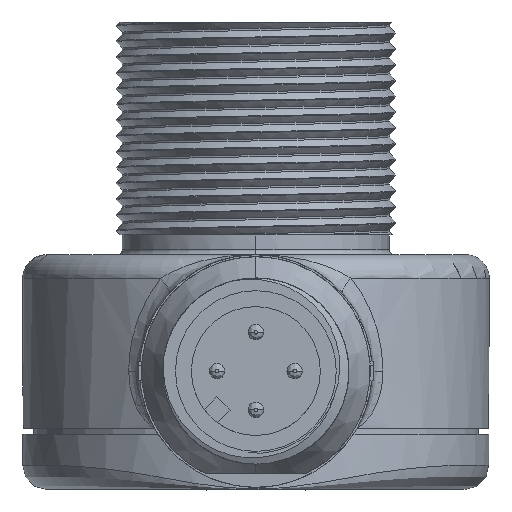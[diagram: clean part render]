
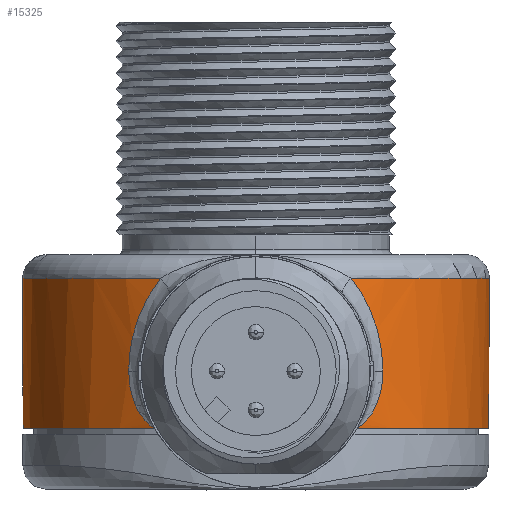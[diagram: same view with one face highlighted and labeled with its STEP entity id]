
A CAD part, front view. The second image highlights one B-rep face of the part: STEP entity #15325.
In plain terms, the highlighted cylindrical face has radius 15.037 mm (diameter 30.074 mm), a partial arc.
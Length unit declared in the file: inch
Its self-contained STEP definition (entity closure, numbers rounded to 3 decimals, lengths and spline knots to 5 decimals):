
#574=CARTESIAN_POINT('',(0.,0.925,-0.145));
#575=DIRECTION('',(0.,0.,-1.));
#576=DIRECTION('',(-0.434,-0.901,0.));
#577=AXIS2_PLACEMENT_3D('',#574,#575,#576);
#598=CARTESIAN_POINT('',(0.2569,0.39165,-0.145));
#599=CARTESIAN_POINT('',(0.25754,0.39195,
-0.14464));
#600=CARTESIAN_POINT('',(0.25883,0.39258,
-0.14387));
#601=CARTESIAN_POINT('',(0.26088,0.39358,
-0.14258));
#602=CARTESIAN_POINT('',(0.26299,0.39462,
-0.14118));
#603=CARTESIAN_POINT('',(0.26513,0.39569,
-0.13966));
#604=CARTESIAN_POINT('',(0.26727,0.39676,
-0.13806));
#605=CARTESIAN_POINT('',(0.26947,0.39788,
-0.13632));
#606=CARTESIAN_POINT('',(0.27183,0.39909,
-0.13433));
#607=CARTESIAN_POINT('',(0.27443,0.40045,
-0.13199));
#608=CARTESIAN_POINT('',(0.2773,0.40196,
-0.12923));
#609=CARTESIAN_POINT('',(0.28038,0.4036,
-0.12603));
#610=CARTESIAN_POINT('',(0.28363,0.40536,
-0.12236));
#611=CARTESIAN_POINT('',(0.28701,0.40722,
-0.1182));
#612=CARTESIAN_POINT('',(0.29045,0.40914,
-0.11356));
#613=CARTESIAN_POINT('',(0.29396,0.41113,
-0.10834));
#614=CARTESIAN_POINT('',(0.2976,0.41323,
-0.10234));
#615=CARTESIAN_POINT('',(0.30137,0.41545,
-0.09536));
#616=CARTESIAN_POINT('',(0.30527,0.41777,
-0.08714));
#617=CARTESIAN_POINT('',(0.30915,0.42012,
-0.0776));
#618=CARTESIAN_POINT('',(0.31282,0.4224,
-0.06678));
#619=CARTESIAN_POINT('',(0.31613,0.42447,
-0.05467));
#620=CARTESIAN_POINT('',(0.31887,0.42621,
-0.04156));
#621=CARTESIAN_POINT('',(0.32088,0.4275,
-0.02782));
#622=CARTESIAN_POINT('',(0.32207,0.42828,
-0.01378));
#623=CARTESIAN_POINT('',(0.32233,0.42845,
-0.00459));
#624=CARTESIAN_POINT('',(0.32233,0.42845,0.));
#682=CARTESIAN_POINT('',(-0.32233,0.42845,0.));
#683=CARTESIAN_POINT('',(-0.32233,0.42845,
-0.0045));
#684=CARTESIAN_POINT('',(-0.32208,0.42829,
-0.01351));
#685=CARTESIAN_POINT('',(-0.32093,0.42754,
-0.02728));
#686=CARTESIAN_POINT('',(-0.319,0.4263,
-0.04077));
#687=CARTESIAN_POINT('',(-0.31637,0.42462,
-0.05367));
#688=CARTESIAN_POINT('',(-0.31316,0.42261,
-0.06564));
#689=CARTESIAN_POINT('',(-0.30959,0.42039,
-0.0764));
#690=CARTESIAN_POINT('',(-0.3058,0.41809,
-0.08591));
#691=CARTESIAN_POINT('',(-0.30198,0.4158,
-0.09416));
#692=CARTESIAN_POINT('',(-0.29826,0.41362,
-0.10118));
#693=CARTESIAN_POINT('',(-0.29467,0.41154,
-0.10722));
#694=CARTESIAN_POINT('',(-0.29121,0.40957,
-0.11247));
#695=CARTESIAN_POINT('',(-0.28781,0.40766,
-0.11716));
#696=CARTESIAN_POINT('',(-0.28444,0.40581,
-0.1214));
#697=CARTESIAN_POINT('',(-0.28118,0.40403,
-0.12516));
#698=CARTESIAN_POINT('',(-0.27807,0.40237,
-0.12845));
#699=CARTESIAN_POINT('',(-0.27518,0.40084,
-0.1313));
#700=CARTESIAN_POINT('',(-0.27254,0.39947,
-0.1337));
#701=CARTESIAN_POINT('',(-0.27019,0.39825,
-0.13572));
#702=CARTESIAN_POINT('',(-0.26801,0.39714,
-0.13748));
#703=CARTESIAN_POINT('',(-0.2659,0.39607,
-0.1391));
#704=CARTESIAN_POINT('',(-0.26371,0.39498,
-0.14067));
#705=CARTESIAN_POINT('',(-0.26147,0.39387,
-0.1422));
#706=CARTESIAN_POINT('',(-0.25919,0.39275,
-0.14365));
#707=CARTESIAN_POINT('',(-0.25767,0.39202,
-0.14456));
#708=CARTESIAN_POINT('',(-0.2569,0.39165,-0.145));
#710=CARTESIAN_POINT('',(-0.2416,0.38454,0.235));
#711=CARTESIAN_POINT('',(-0.24611,0.38656,
0.22937));
#712=CARTESIAN_POINT('',(-0.25479,0.39057,
0.21783));
#713=CARTESIAN_POINT('',(-0.2668,0.39648,
0.19962));
#714=CARTESIAN_POINT('',(-0.27768,0.40212,
0.18073));
#715=CARTESIAN_POINT('',(-0.28738,0.4074,
0.16128));
#716=CARTESIAN_POINT('',(-0.29587,0.41221,
0.14142));
#717=CARTESIAN_POINT('',(-0.30313,0.41648,
0.12131));
#718=CARTESIAN_POINT('',(-0.3092,0.42015,
0.10105));
#719=CARTESIAN_POINT('',(-0.31408,0.42317,
0.08073));
#720=CARTESIAN_POINT('',(-0.31781,0.42554,
0.06041));
#721=CARTESIAN_POINT('',(-0.32044,0.42722,
0.04015));
#722=CARTESIAN_POINT('',(-0.32199,0.42822,
0.01999));
#723=CARTESIAN_POINT('',(-0.32233,0.42845,
0.00665));
#724=CARTESIAN_POINT('',(-0.32233,0.42845,0.));
#801=CARTESIAN_POINT('',(0.,0.925,0.235));
#802=DIRECTION('',(0.,0.,1.));
#803=DIRECTION('',(1.,0.,0.));
#804=AXIS2_PLACEMENT_3D('',#801,#802,#803);
#821=CARTESIAN_POINT('',(0.,0.925,0.235));
#822=DIRECTION('',(0.,0.,1.));
#823=DIRECTION('',(0.408,-0.913,0.));
#824=AXIS2_PLACEMENT_3D('',#821,#822,#823);
#7207=CARTESIAN_POINT('',(0.2416,0.38454,0.235));
#7235=CARTESIAN_POINT('',(0.32233,0.42845,0.));
#7236=CARTESIAN_POINT('',(0.32233,0.42845,
0.00665));
#7237=CARTESIAN_POINT('',(0.32199,0.42822,
0.01999));
#7238=CARTESIAN_POINT('',(0.32044,0.42722,
0.04015));
#7239=CARTESIAN_POINT('',(0.31781,0.42554,
0.06041));
#7240=CARTESIAN_POINT('',(0.31408,0.42317,
0.08073));
#7241=CARTESIAN_POINT('',(0.3092,0.42015,
0.10105));
#7242=CARTESIAN_POINT('',(0.30313,0.41648,
0.12131));
#7243=CARTESIAN_POINT('',(0.29587,0.41221,
0.14142));
#7244=CARTESIAN_POINT('',(0.28738,0.4074,
0.16128));
#7245=CARTESIAN_POINT('',(0.27768,0.40212,
0.18073));
#7246=CARTESIAN_POINT('',(0.2668,0.39648,
0.19962));
#7247=CARTESIAN_POINT('',(0.25479,0.39057,
0.21783));
#7248=CARTESIAN_POINT('',(0.24611,0.38656,
0.22937));
#7249=CARTESIAN_POINT('',(0.2416,0.38454,0.235));
#13198=CARTESIAN_POINT('',(0.592,0.925,0.235));
#13199=VERTEX_POINT('',#13198);
#13200=VERTEX_POINT('',#7207);
#13202=VERTEX_POINT('',#7235);
#13204=VERTEX_POINT('',#598);
#13205=VERTEX_POINT('',#682);
#13206=VERTEX_POINT('',#708);
#13207=VERTEX_POINT('',#710);
#15305=CARTESIAN_POINT('',(0.,0.925,-0.295));
#15306=DIRECTION('',(0.,0.,1.));
#15307=DIRECTION('',(1.,0.,0.));
#15308=AXIS2_PLACEMENT_3D('',#15305,#15306,#15307);
#15309=CYLINDRICAL_SURFACE('',#15308,0.592);
#15310=ORIENTED_EDGE('',*,*,#15290,.T.);
#15312=ORIENTED_EDGE('',*,*,#15311,.T.);
#15314=ORIENTED_EDGE('',*,*,#15313,.T.);
#15316=ORIENTED_EDGE('',*,*,#15315,.T.);
#15318=ORIENTED_EDGE('',*,*,#15317,.T.);
#15320=ORIENTED_EDGE('',*,*,#15319,.T.);
#15322=ORIENTED_EDGE('',*,*,#15321,.T.);
#15323=EDGE_LOOP('',(#15310,#15312,#15314,#15316,#15318,#15320,#15322));
#15324=FACE_OUTER_BOUND('',#15323,.F.);
#15325=ADVANCED_FACE('',(#15324),#15309,.T.);
#578=CIRCLE('',#577,0.592);
#625=B_SPLINE_CURVE_WITH_KNOTS('',3,(#598,#599,#600,#601,#602,#603,#604,#605,
#606,#607,#608,#609,#610,#611,#612,#613,#614,#615,#616,#617,#618,#619,#620,#621,
#622,#623,#624),.UNSPECIFIED.,.F.,.F.,(4,1,1,1,1,1,1,1,1,1,1,1,1,1,1,1,1,1,1,1,
1,1,1,1,4),(0.,0.04167,0.08333,0.125,0.16667,
0.20833,0.25,0.29167,0.33333,0.375,
0.41667,0.45833,0.5,0.54167,0.58333,
0.625,0.66667,0.70833,0.75,0.79167,
0.83333,0.875,0.91667,0.95833,1.),
.UNSPECIFIED.);
#709=B_SPLINE_CURVE_WITH_KNOTS('',3,(#682,#683,#684,#685,#686,#687,#688,#689,
#690,#691,#692,#693,#694,#695,#696,#697,#698,#699,#700,#701,#702,#703,#704,#705,
#706,#707,#708),.UNSPECIFIED.,.F.,.F.,(4,1,1,1,1,1,1,1,1,1,1,1,1,1,1,1,1,1,1,1,
1,1,1,1,4),(0.,0.04167,0.08333,0.125,0.16667,
0.20833,0.25,0.29167,0.33333,0.375,
0.41667,0.45833,0.5,0.54167,0.58333,
0.625,0.66667,0.70833,0.75,0.79167,
0.83333,0.875,0.91667,0.95833,1.),
.UNSPECIFIED.);
#725=B_SPLINE_CURVE_WITH_KNOTS('',3,(#710,#711,#712,#713,#714,#715,#716,#717,
#718,#719,#720,#721,#722,#723,#724),.UNSPECIFIED.,.F.,.F.,(4,1,1,1,1,1,1,1,1,1,
1,1,4),(0.,0.08333,0.16667,0.25,0.33333,
0.41667,0.5,0.58333,0.66667,0.75,
0.83333,0.91667,1.),.UNSPECIFIED.);
#805=CIRCLE('',#804,0.592);
#825=CIRCLE('',#824,0.592);
#7250=B_SPLINE_CURVE_WITH_KNOTS('',3,(#7235,#7236,#7237,#7238,#7239,#7240,#7241,
#7242,#7243,#7244,#7245,#7246,#7247,#7248,#7249),.UNSPECIFIED.,.F.,.F.,(4,1,1,1,
1,1,1,1,1,1,1,1,4),(0.,0.08333,0.16667,0.25,
0.33333,0.41667,0.5,0.58333,0.66667,
0.75,0.83333,0.91667,1.),.UNSPECIFIED.);
#15290=EDGE_CURVE('',#13206,#13204,#578,.T.);
#15311=EDGE_CURVE('',#13204,#13202,#625,.T.);
#15313=EDGE_CURVE('',#13202,#13200,#7250,.T.);
#15315=EDGE_CURVE('',#13200,#13199,#825,.T.);
#15317=EDGE_CURVE('',#13199,#13207,#805,.T.);
#15319=EDGE_CURVE('',#13207,#13205,#725,.T.);
#15321=EDGE_CURVE('',#13205,#13206,#709,.T.);
